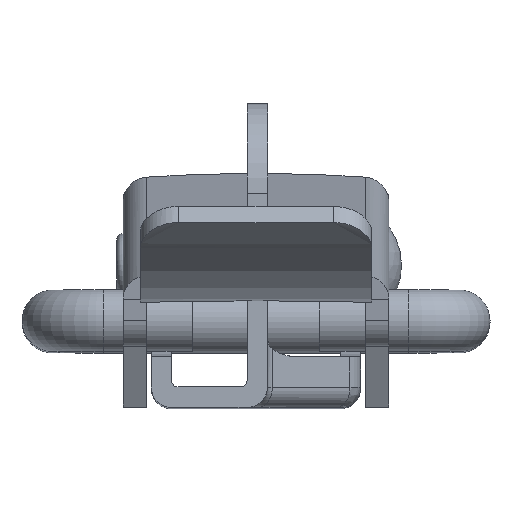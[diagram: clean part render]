
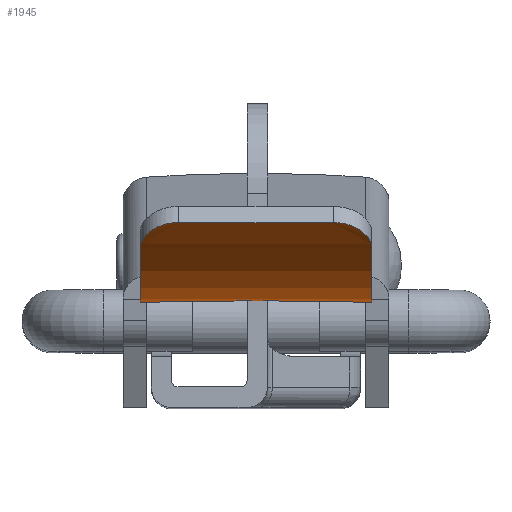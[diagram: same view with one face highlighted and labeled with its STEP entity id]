
A CAD part, top view. The second image highlights one B-rep face of the part: STEP entity #1945.
In plain terms, the highlighted cylindrical face has radius 20.8 mm (diameter 41.6 mm), a partial arc.
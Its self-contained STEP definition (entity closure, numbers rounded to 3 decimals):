
#41=B_SPLINE_CURVE_WITH_KNOTS('',3,(#3301,#3302,#3303,#3304,#3305,#3306,
#3307,#3308,#3309,#3310),.UNSPECIFIED.,.F.,.F.,(4,2,2,2,4),(0.457,
0.571,0.684,0.797,0.91),
 .UNSPECIFIED.);
#42=B_SPLINE_CURVE_WITH_KNOTS('',3,(#3314,#3315,#3316,#3317,#3318,#3319,
#3320,#3321,#3322,#3323),.UNSPECIFIED.,.F.,.F.,(4,2,2,2,4),(0.91,
1.023,1.136,1.25,1.363),
 .UNSPECIFIED.);
#43=B_SPLINE_CURVE_WITH_KNOTS('',3,(#3327,#3328,#3329,#3330,#3331,#3332,
#3333,#3334,#3335,#3336,#3337,#3338,#3339,#3340,#3341,#3342,#3343,#3344),
 .UNSPECIFIED.,.F.,.F.,(4,2,2,2,2,2,2,2,4),(0.,0.039,0.078,
0.176,0.347,0.517,0.615,
0.653,0.692),.UNSPECIFIED.);
#80=LINE('',#3135,#225);
#82=LINE('',#3262,#227);
#84=LINE('',#3267,#229);
#94=LINE('',#3312,#239);
#95=LINE('',#3326,#240);
#225=VECTOR('',#2493,1000.);
#227=VECTOR('',#2499,1000.);
#229=VECTOR('',#2503,1000.);
#239=VECTOR('',#2533,1000.);
#240=VECTOR('',#2536,1000.);
#422=CYLINDRICAL_SURFACE('',#2185,20.8);
#497=FACE_OUTER_BOUND('',#631,.T.);
#631=EDGE_LOOP('',(#1439,#1440,#1441,#1442,#1443,#1444,#1445,#1446,#1447,
#1448));
#777=CIRCLE('',#2186,20.8);
#778=CIRCLE('',#2187,20.8);
#888=VERTEX_POINT('',#3106);
#892=VERTEX_POINT('',#3133);
#893=VERTEX_POINT('',#3258);
#895=VERTEX_POINT('',#3261);
#897=VERTEX_POINT('',#3266);
#910=VERTEX_POINT('',#3298);
#911=VERTEX_POINT('',#3300);
#912=VERTEX_POINT('',#3311);
#913=VERTEX_POINT('',#3313);
#914=VERTEX_POINT('',#3324);
#1090=EDGE_CURVE('',#892,#888,#80,.T.);
#1093=EDGE_CURVE('',#895,#893,#82,.T.);
#1096=EDGE_CURVE('',#897,#888,#84,.T.);
#1112=EDGE_CURVE('',#892,#910,#777,.T.);
#1113=EDGE_CURVE('',#910,#911,#41,.T.);
#1114=EDGE_CURVE('',#911,#912,#94,.T.);
#1115=EDGE_CURVE('',#912,#913,#42,.T.);
#1116=EDGE_CURVE('',#913,#914,#778,.T.);
#1117=EDGE_CURVE('',#914,#895,#95,.T.);
#1118=EDGE_CURVE('',#893,#897,#43,.T.);
#1439=ORIENTED_EDGE('',*,*,#1112,.T.);
#1440=ORIENTED_EDGE('',*,*,#1113,.T.);
#1441=ORIENTED_EDGE('',*,*,#1114,.T.);
#1442=ORIENTED_EDGE('',*,*,#1115,.T.);
#1443=ORIENTED_EDGE('',*,*,#1116,.T.);
#1444=ORIENTED_EDGE('',*,*,#1117,.T.);
#1445=ORIENTED_EDGE('',*,*,#1093,.T.);
#1446=ORIENTED_EDGE('',*,*,#1118,.T.);
#1447=ORIENTED_EDGE('',*,*,#1096,.T.);
#1448=ORIENTED_EDGE('',*,*,#1090,.F.);
#1945=ADVANCED_FACE('',(#497),#422,.T.);
#2185=AXIS2_PLACEMENT_3D('',#3297,#2529,#2530);
#2186=AXIS2_PLACEMENT_3D('',#3299,#2531,#2532);
#2187=AXIS2_PLACEMENT_3D('',#3325,#2534,#2535);
#2493=DIRECTION('',(-1.,0.,0.));
#2499=DIRECTION('',(1.,0.,0.));
#2503=DIRECTION('',(1.,0.,0.));
#2529=DIRECTION('center_axis',(1.,0.,0.));
#2530=DIRECTION('ref_axis',(0.,0.,-1.));
#2531=DIRECTION('center_axis',(-1.,0.,0.));
#2532=DIRECTION('ref_axis',(0.,0.,-1.));
#2533=DIRECTION('',(-1.,0.,0.));
#2534=DIRECTION('center_axis',(1.,0.,0.));
#2535=DIRECTION('ref_axis',(0.,0.,-1.));
#2536=DIRECTION('',(1.,0.,0.));
#3106=CARTESIAN_POINT('',(8.55,-1.8,52.736));
#3133=CARTESIAN_POINT('',(9.05,-1.8,52.736));
#3135=CARTESIAN_POINT('',(9.05,-1.8,52.736));
#3258=CARTESIAN_POINT('',(-1.779,-1.8,52.736));
#3261=CARTESIAN_POINT('',(-8.55,-1.8,52.736));
#3262=CARTESIAN_POINT('',(-9.05,-1.8,52.736));
#3266=CARTESIAN_POINT('',(1.779,-1.8,52.736));
#3267=CARTESIAN_POINT('',(-9.05,-1.8,52.736));
#3297=CARTESIAN_POINT('Origin',(-83.156,19.,52.736));
#3298=CARTESIAN_POINT('',(9.05,4.737,67.876));
#3299=CARTESIAN_POINT('Origin',(9.05,19.,52.736));
#3300=CARTESIAN_POINT('',(6.05,7.07,69.774));
#3301=CARTESIAN_POINT('Ctrl Pts',(9.05,4.737,67.876));
#3302=CARTESIAN_POINT('Ctrl Pts',(9.05,5.012,68.135));
#3303=CARTESIAN_POINT('Ctrl Pts',(8.976,5.314,68.404));
#3304=CARTESIAN_POINT('Ctrl Pts',(8.67,5.882,68.882));
#3305=CARTESIAN_POINT('Ctrl Pts',(8.439,6.148,69.093));
#3306=CARTESIAN_POINT('Ctrl Pts',(7.905,6.572,69.417));
#3307=CARTESIAN_POINT('Ctrl Pts',(7.568,6.759,69.553));
#3308=CARTESIAN_POINT('Ctrl Pts',(6.829,7.008,69.732));
#3309=CARTESIAN_POINT('Ctrl Pts',(6.427,7.07,69.774));
#3310=CARTESIAN_POINT('Ctrl Pts',(6.05,7.07,69.774));
#3311=CARTESIAN_POINT('',(-6.05,7.07,69.774));
#3312=CARTESIAN_POINT('',(-83.156,7.07,69.774));
#3313=CARTESIAN_POINT('',(-9.05,4.737,67.876));
#3314=CARTESIAN_POINT('Ctrl Pts',(-6.05,7.07,69.774));
#3315=CARTESIAN_POINT('Ctrl Pts',(-6.427,7.07,69.774));
#3316=CARTESIAN_POINT('Ctrl Pts',(-6.829,7.008,69.732));
#3317=CARTESIAN_POINT('Ctrl Pts',(-7.568,6.759,69.553));
#3318=CARTESIAN_POINT('Ctrl Pts',(-7.905,6.572,69.417));
#3319=CARTESIAN_POINT('Ctrl Pts',(-8.439,6.148,69.093));
#3320=CARTESIAN_POINT('Ctrl Pts',(-8.67,5.882,68.882));
#3321=CARTESIAN_POINT('Ctrl Pts',(-8.976,5.314,68.404));
#3322=CARTESIAN_POINT('Ctrl Pts',(-9.05,5.012,68.135));
#3323=CARTESIAN_POINT('Ctrl Pts',(-9.05,4.737,67.876));
#3324=CARTESIAN_POINT('',(-9.05,-1.8,52.736));
#3325=CARTESIAN_POINT('Origin',(-9.05,19.,52.736));
#3326=CARTESIAN_POINT('',(-9.05,-1.8,52.736));
#3327=CARTESIAN_POINT('Ctrl Pts',(-1.779,-1.8,52.736));
#3328=CARTESIAN_POINT('Ctrl Pts',(-1.729,-1.8,52.857));
#3329=CARTESIAN_POINT('Ctrl Pts',(-1.666,-1.799,52.972));
#3330=CARTESIAN_POINT('Ctrl Pts',(-1.519,-1.795,53.188));
#3331=CARTESIAN_POINT('Ctrl Pts',(-1.435,-1.793,53.289));
#3332=CARTESIAN_POINT('Ctrl Pts',(-1.109,-1.783,53.607));
#3333=CARTESIAN_POINT('Ctrl Pts',(-0.872,-1.777,
53.724));
#3334=CARTESIAN_POINT('Ctrl Pts',(-0.439,-1.768,
53.898));
#3335=CARTESIAN_POINT('Ctrl Pts',(-0.187,-1.766,
53.925));
#3336=CARTESIAN_POINT('Ctrl Pts',(0.187,-1.766,53.925));
#3337=CARTESIAN_POINT('Ctrl Pts',(0.439,-1.768,53.898));
#3338=CARTESIAN_POINT('Ctrl Pts',(0.872,-1.777,53.724));
#3339=CARTESIAN_POINT('Ctrl Pts',(1.108,-1.783,53.607));
#3340=CARTESIAN_POINT('Ctrl Pts',(1.435,-1.793,53.289));
#3341=CARTESIAN_POINT('Ctrl Pts',(1.519,-1.795,53.189));
#3342=CARTESIAN_POINT('Ctrl Pts',(1.666,-1.799,52.972));
#3343=CARTESIAN_POINT('Ctrl Pts',(1.729,-1.8,52.857));
#3344=CARTESIAN_POINT('Ctrl Pts',(1.779,-1.8,52.736));
